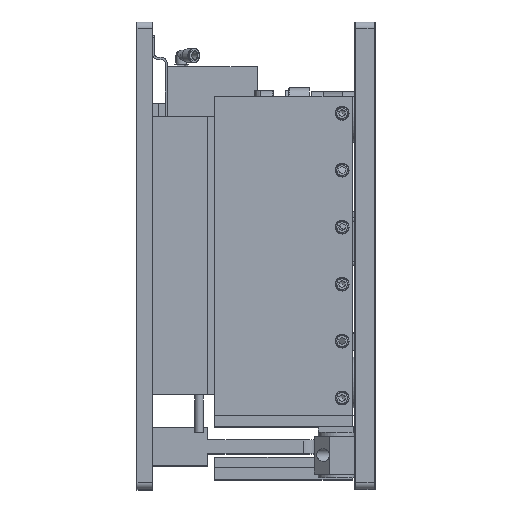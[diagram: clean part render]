
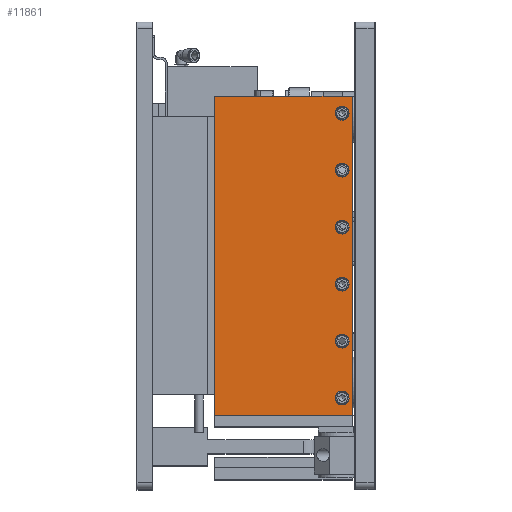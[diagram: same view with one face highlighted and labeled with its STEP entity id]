
A CAD part, top view. The second image highlights one B-rep face of the part: STEP entity #11861.
In plain terms, the highlighted planar face has unit normal (0, 0, -1).
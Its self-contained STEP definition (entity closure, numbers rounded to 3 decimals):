
#496 = FACE_BOUND ( 'NONE', #8996, .T. ) ;
#613 = DIRECTION ( 'NONE',  ( 0., -1., 0. ) ) ;
#865 = ORIENTED_EDGE ( 'NONE', *, *, #9660, .T. ) ;
#964 = CARTESIAN_POINT ( 'NONE',  ( -139.309, -136.489, 406.5 ) ) ;
#2429 = ORIENTED_EDGE ( 'NONE', *, *, #27416, .T. ) ;
#3344 = VERTEX_POINT ( 'NONE', #20910 ) ;
#3788 = CARTESIAN_POINT ( 'NONE',  ( -139.309, 115.511, 406.5 ) ) ;
#3891 = EDGE_CURVE ( 'NONE', #42703, #44709, #25339, .T. ) ;
#3898 = EDGE_CURVE ( 'NONE', #43224, #19644, #22270, .T. ) ;
#4001 = FACE_BOUND ( 'NONE', #35531, .T. ) ;
#4704 = DIRECTION ( 'NONE',  ( 1., 0., 0. ) ) ;
#4713 = EDGE_LOOP ( 'NONE', ( #7783 ) ) ;
#5205 = AXIS2_PLACEMENT_3D ( 'NONE', #24210, #39175, #24434 ) ;
#5495 = CIRCLE ( 'NONE', #27208, 5.5 ) ;
#6399 = CARTESIAN_POINT ( 'NONE',  ( -38.309, -38.489, 406.5 ) ) ;
#6440 = DIRECTION ( 'NONE',  ( 0., 0., 1. ) ) ;
#6640 = VERTEX_POINT ( 'NONE', #46185 ) ;
#7050 = DIRECTION ( 'NONE',  ( 0., 1., 0. ) ) ;
#7364 = CARTESIAN_POINT ( 'NONE',  ( -139.309, -136.489, 406.5 ) ) ;
#7515 = FACE_BOUND ( 'NONE', #42497, .T. ) ;
#7783 = ORIENTED_EDGE ( 'NONE', *, *, #21943, .T. ) ;
#8092 = CARTESIAN_POINT ( 'NONE',  ( -38.309, 57.011, 406.5 ) ) ;
#8415 = EDGE_CURVE ( 'NONE', #31677, #31677, #16659, .T. ) ;
#8561 = DIRECTION ( 'NONE',  ( 0., 0., 1. ) ) ;
#8596 = VERTEX_POINT ( 'NONE', #22642 ) ;
#8996 = EDGE_LOOP ( 'NONE', ( #865 ) ) ;
#9404 = CARTESIAN_POINT ( 'NONE',  ( -139.309, 115.511, 406.5 ) ) ;
#9660 = EDGE_CURVE ( 'NONE', #3344, #3344, #14156, .T. ) ;
#9824 = CARTESIAN_POINT ( 'NONE',  ( -139.309, 115.511, 406.5 ) ) ;
#10165 = VECTOR ( 'NONE', #4704, 1000. ) ;
#10626 = ORIENTED_EDGE ( 'NONE', *, *, #3898, .T. ) ;
#10743 = DIRECTION ( 'NONE',  ( 0., 0., 1. ) ) ;
#10937 = ORIENTED_EDGE ( 'NONE', *, *, #24447, .T. ) ;
#11795 = VECTOR ( 'NONE', #26760, 1000. ) ;
#11861 = ADVANCED_FACE ( 'NONE', ( #7515, #496, #17369, #4001, #28124, #25546, #35160 ), #24624, .T. ) ;
#11880 = CARTESIAN_POINT ( 'NONE',  ( -38.309, -122.989, 406.5 ) ) ;
#12118 = ORIENTED_EDGE ( 'NONE', *, *, #3891, .T. ) ;
#12533 = ORIENTED_EDGE ( 'NONE', *, *, #8415, .T. ) ;
#13404 = CARTESIAN_POINT ( 'NONE',  ( -38.309, 12.011, 406.5 ) ) ;
#13738 = CIRCLE ( 'NONE', #19740, 5.5 ) ;
#13773 = LINE ( 'NONE', #9824, #36399 ) ;
#14156 = CIRCLE ( 'NONE', #5205, 5.5 ) ;
#14945 = ORIENTED_EDGE ( 'NONE', *, *, #44597, .T. ) ;
#15083 = CIRCLE ( 'NONE', #30820, 5.5 ) ;
#15399 = DIRECTION ( 'NONE',  ( 0., 0., 1. ) ) ;
#16091 = CARTESIAN_POINT ( 'NONE',  ( -38.309, 51.511, 406.5 ) ) ;
#16659 = CIRCLE ( 'NONE', #24868, 5.5 ) ;
#16987 = DIRECTION ( 'NONE',  ( 0., -1., 0. ) ) ;
#17369 = FACE_BOUND ( 'NONE', #28221, .T. ) ;
#18082 = DIRECTION ( 'NONE',  ( -1., 0., 0. ) ) ;
#18677 = DIRECTION ( 'NONE',  ( 0., -1., 0. ) ) ;
#19644 = VERTEX_POINT ( 'NONE', #7364 ) ;
#19740 = AXIS2_PLACEMENT_3D ( 'NONE', #13404, #27682, #24165 ) ;
#20910 = CARTESIAN_POINT ( 'NONE',  ( -38.309, -83.489, 406.5 ) ) ;
#21257 = DIRECTION ( 'NONE',  ( 0., 1., 0. ) ) ;
#21276 = EDGE_CURVE ( 'NONE', #45435, #45435, #13738, .T. ) ;
#21926 = CARTESIAN_POINT ( 'NONE',  ( -30.309, -136.489, 406.5 ) ) ;
#21943 = EDGE_CURVE ( 'NONE', #46117, #46117, #5495, .T. ) ;
#22270 = LINE ( 'NONE', #964, #28841 ) ;
#22642 = CARTESIAN_POINT ( 'NONE',  ( -38.309, -128.489, 406.5 ) ) ;
#23710 = CARTESIAN_POINT ( 'NONE',  ( -30.309, 115.511, 406.5 ) ) ;
#24165 = DIRECTION ( 'NONE',  ( 0., -1., 0. ) ) ;
#24210 = CARTESIAN_POINT ( 'NONE',  ( -38.309, -77.989, 406.5 ) ) ;
#24434 = DIRECTION ( 'NONE',  ( 0., -1., 0. ) ) ;
#24447 = EDGE_CURVE ( 'NONE', #8596, #8596, #33554, .T. ) ;
#24624 = PLANE ( 'NONE',  #37153 ) ;
#24868 = AXIS2_PLACEMENT_3D ( 'NONE', #36718, #6440, #16987 ) ;
#25087 = CARTESIAN_POINT ( 'NONE',  ( -139.309, 115.511, 406.5 ) ) ;
#25339 = LINE ( 'NONE', #3788, #10165 ) ;
#25410 = ORIENTED_EDGE ( 'NONE', *, *, #21276, .T. ) ;
#25546 = FACE_BOUND ( 'NONE', #4713, .T. ) ;
#26760 = DIRECTION ( 'NONE',  ( 0., -1., 0. ) ) ;
#27208 = AXIS2_PLACEMENT_3D ( 'NONE', #8092, #8561, #613 ) ;
#27416 = EDGE_CURVE ( 'NONE', #44709, #43224, #27668, .T. ) ;
#27509 = ORIENTED_EDGE ( 'NONE', *, *, #36120, .T. ) ;
#27668 = LINE ( 'NONE', #23710, #11795 ) ;
#27682 = DIRECTION ( 'NONE',  ( 0., 0., 1. ) ) ;
#28124 = FACE_BOUND ( 'NONE', #29189, .T. ) ;
#28221 = EDGE_LOOP ( 'NONE', ( #12533 ) ) ;
#28841 = VECTOR ( 'NONE', #18082, 1000. ) ;
#29189 = EDGE_LOOP ( 'NONE', ( #14945 ) ) ;
#30820 = AXIS2_PLACEMENT_3D ( 'NONE', #38602, #10743, #42113 ) ;
#31677 = VERTEX_POINT ( 'NONE', #6399 ) ;
#32507 = CARTESIAN_POINT ( 'NONE',  ( -30.309, 115.511, 406.5 ) ) ;
#33554 = CIRCLE ( 'NONE', #34342, 5.5 ) ;
#34342 = AXIS2_PLACEMENT_3D ( 'NONE', #11880, #15399, #18677 ) ;
#35160 = FACE_OUTER_BOUND ( 'NONE', #44306, .T. ) ;
#35531 = EDGE_LOOP ( 'NONE', ( #25410 ) ) ;
#36120 = EDGE_CURVE ( 'NONE', #19644, #42703, #13773, .T. ) ;
#36399 = VECTOR ( 'NONE', #21257, 1000. ) ;
#36718 = CARTESIAN_POINT ( 'NONE',  ( -38.309, -32.989, 406.5 ) ) ;
#37153 = AXIS2_PLACEMENT_3D ( 'NONE', #25087, #39359, #7050 ) ;
#38602 = CARTESIAN_POINT ( 'NONE',  ( -38.309, 102.011, 406.5 ) ) ;
#39115 = CARTESIAN_POINT ( 'NONE',  ( -38.309, 6.511, 406.5 ) ) ;
#39175 = DIRECTION ( 'NONE',  ( 0., 0., 1. ) ) ;
#39359 = DIRECTION ( 'NONE',  ( 0., 0., -1. ) ) ;
#42113 = DIRECTION ( 'NONE',  ( 0., -1., 0. ) ) ;
#42497 = EDGE_LOOP ( 'NONE', ( #10937 ) ) ;
#42703 = VERTEX_POINT ( 'NONE', #9404 ) ;
#43224 = VERTEX_POINT ( 'NONE', #21926 ) ;
#44306 = EDGE_LOOP ( 'NONE', ( #12118, #2429, #10626, #27509 ) ) ;
#44597 = EDGE_CURVE ( 'NONE', #6640, #6640, #15083, .T. ) ;
#44709 = VERTEX_POINT ( 'NONE', #32507 ) ;
#45435 = VERTEX_POINT ( 'NONE', #39115 ) ;
#46117 = VERTEX_POINT ( 'NONE', #16091 ) ;
#46185 = CARTESIAN_POINT ( 'NONE',  ( -38.309, 96.511, 406.5 ) ) ;
